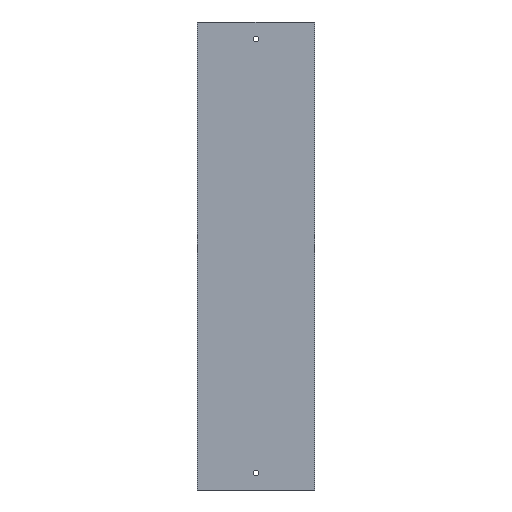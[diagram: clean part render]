
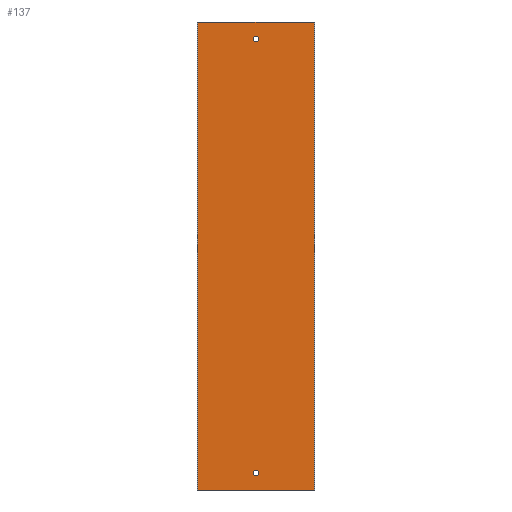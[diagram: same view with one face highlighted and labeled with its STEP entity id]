
A CAD part, front view. The second image highlights one B-rep face of the part: STEP entity #137.
In plain terms, the highlighted planar face has unit normal (0, -1, 0).
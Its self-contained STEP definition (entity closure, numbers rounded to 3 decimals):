
#1 = CARTESIAN_POINT ( 'NONE',  ( 0., 0., 17.5 ) ) ;
#7 = CARTESIAN_POINT ( 'NONE',  ( 51., 0., 0. ) ) ;
#10 = CARTESIAN_POINT ( 'NONE',  ( -51., 0., 410. ) ) ;
#12 = CARTESIAN_POINT ( 'NONE',  ( -51., 0., 0. ) ) ;
#13 = CARTESIAN_POINT ( 'NONE',  ( 51., 0., 410. ) ) ;
#27 = DIRECTION ( 'NONE',  ( 0., 0., -1. ) ) ;
#29 = CARTESIAN_POINT ( 'NONE',  ( 51., 0., 410. ) ) ;
#33 = DIRECTION ( 'NONE',  ( 1., 0., 0. ) ) ;
#35 = DIRECTION ( 'NONE',  ( 1., 0., 0. ) ) ;
#36 = DIRECTION ( 'NONE',  ( 0., 0., 1. ) ) ;
#38 = DIRECTION ( 'NONE',  ( 0., -1., 0. ) ) ;
#40 = CARTESIAN_POINT ( 'NONE',  ( 0., 0., 15. ) ) ;
#43 = DIRECTION ( 'NONE',  ( 0., 0., 1. ) ) ;
#44 = DIRECTION ( 'NONE',  ( 0., -1., 0. ) ) ;
#45 = CARTESIAN_POINT ( 'NONE',  ( 0., 0., 395. ) ) ;
#47 = CARTESIAN_POINT ( 'NONE',  ( -51., 0., 410. ) ) ;
#49 = CARTESIAN_POINT ( 'NONE',  ( -51., 0., 0. ) ) ;
#52 = DIRECTION ( 'NONE',  ( 0., 0., -1. ) ) ;
#56 = CARTESIAN_POINT ( 'NONE',  ( -51., 0., 410. ) ) ;
#112 = DIRECTION ( 'NONE',  ( 0., 0., 1. ) ) ;
#115 = PLANE ( 'NONE',  #156 ) ;
#117 = CARTESIAN_POINT ( 'NONE',  ( -51., 0., 410. ) ) ;
#120 = DIRECTION ( 'NONE',  ( 0., 1., 0. ) ) ;
#137 = ADVANCED_FACE ( 'NONE', ( #335, #293, #346 ), #115, .F. ) ;
#154 = AXIS2_PLACEMENT_3D ( 'NONE', #40, #38, #36 ) ;
#155 = AXIS2_PLACEMENT_3D ( 'NONE', #45, #44, #43 ) ;
#156 = AXIS2_PLACEMENT_3D ( 'NONE', #117, #120, #112 ) ;
#170 = EDGE_CURVE ( 'NONE', #318, #315, #263, .T. ) ;
#173 = EDGE_CURVE ( 'NONE', #237, #237, #259, .T. ) ;
#174 = EDGE_CURVE ( 'NONE', #238, #238, #254, .T. ) ;
#175 = EDGE_CURVE ( 'NONE', #315, #321, #256, .T. ) ;
#176 = EDGE_CURVE ( 'NONE', #318, #313, #255, .T. ) ;
#178 = EDGE_CURVE ( 'NONE', #313, #321, #250, .T. ) ;
#237 = VERTEX_POINT ( 'NONE', #414 ) ;
#238 = VERTEX_POINT ( 'NONE', #1 ) ;
#247 = VECTOR ( 'NONE', #27, 1000. ) ;
#250 = LINE ( 'NONE', #29, #247 ) ;
#252 = VECTOR ( 'NONE', #35, 1000. ) ;
#253 = VECTOR ( 'NONE', #33, 1000. ) ;
#254 = CIRCLE ( 'NONE', #154, 2.5 ) ;
#255 = LINE ( 'NONE', #47, #253 ) ;
#256 = LINE ( 'NONE', #49, #252 ) ;
#259 = CIRCLE ( 'NONE', #155, 2.5 ) ;
#260 = VECTOR ( 'NONE', #52, 1000. ) ;
#263 = LINE ( 'NONE', #56, #260 ) ;
#293 = FACE_BOUND ( 'NONE', #397, .T. ) ;
#313 = VERTEX_POINT ( 'NONE', #13 ) ;
#315 = VERTEX_POINT ( 'NONE', #12 ) ;
#318 = VERTEX_POINT ( 'NONE', #10 ) ;
#321 = VERTEX_POINT ( 'NONE', #7 ) ;
#335 = FACE_BOUND ( 'NONE', #403, .T. ) ;
#346 = FACE_OUTER_BOUND ( 'NONE', #400, .T. ) ;
#364 = ORIENTED_EDGE ( 'NONE', *, *, #176, .F. ) ;
#365 = ORIENTED_EDGE ( 'NONE', *, *, #178, .F. ) ;
#366 = ORIENTED_EDGE ( 'NONE', *, *, #170, .T. ) ;
#367 = ORIENTED_EDGE ( 'NONE', *, *, #175, .T. ) ;
#368 = ORIENTED_EDGE ( 'NONE', *, *, #174, .F. ) ;
#369 = ORIENTED_EDGE ( 'NONE', *, *, #173, .F. ) ;
#397 = EDGE_LOOP ( 'NONE', ( #368 ) ) ;
#400 = EDGE_LOOP ( 'NONE', ( #367, #365, #364, #366 ) ) ;
#403 = EDGE_LOOP ( 'NONE', ( #369 ) ) ;
#414 = CARTESIAN_POINT ( 'NONE',  ( 0., 0., 397.5 ) ) ;
